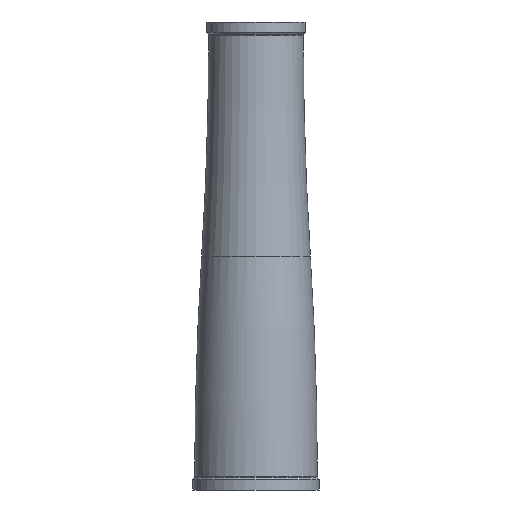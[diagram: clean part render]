
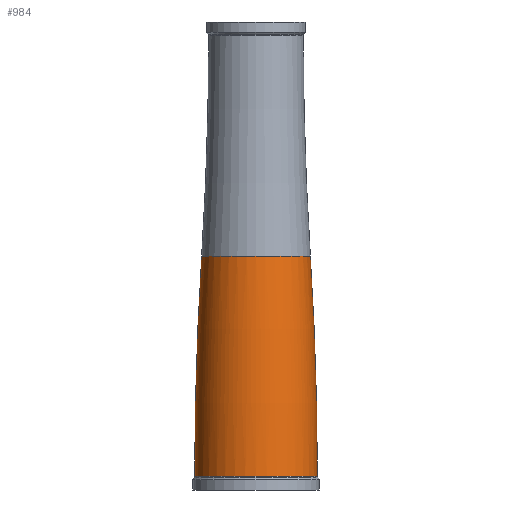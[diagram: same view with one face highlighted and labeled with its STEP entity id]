
A CAD part, left-side view. The second image highlights one B-rep face of the part: STEP entity #984.
In plain terms, the highlighted toroidal (fillet/blend) face has major radius 1315.71 mm and minor radius 1339.31 mm.
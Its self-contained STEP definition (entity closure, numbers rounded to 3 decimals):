
#7 = DIRECTION ( 'NONE',  ( 0., 0., -1. ) ) ;
#27 = EDGE_CURVE ( 'NONE', #926, #839, #849, .T. ) ;
#38 = CARTESIAN_POINT ( 'NONE',  ( 0., 20.9, 0. ) ) ;
#70 = CARTESIAN_POINT ( 'NONE',  ( 0., 0., -85. ) ) ;
#101 = EDGE_CURVE ( 'NONE', #933, #521, #366, .T. ) ;
#108 = CARTESIAN_POINT ( 'NONE',  ( 0., -20.9, 0. ) ) ;
#125 = TOROIDAL_SURFACE ( 'NONE', #283, -1315.713, 1339.313 ) ;
#251 = CARTESIAN_POINT ( 'NONE',  ( 0., -23.6, -84.649 ) ) ;
#283 = AXIS2_PLACEMENT_3D ( 'NONE', #70, #7, #399 ) ;
#313 = AXIS2_PLACEMENT_3D ( 'NONE', #1037, #459, #507 ) ;
#316 = CARTESIAN_POINT ( 'NONE',  ( 0., 23.6, -84.649 ) ) ;
#318 = DIRECTION ( 'NONE',  ( 0., 1., 0. ) ) ;
#324 = FACE_OUTER_BOUND ( 'NONE', #451, .T. ) ;
#366 = CIRCLE ( 'NONE', #313, 23.6 ) ;
#373 = CIRCLE ( 'NONE', #587, 1339.313 ) ;
#399 = DIRECTION ( 'NONE',  ( 0., 1., 0. ) ) ;
#451 = EDGE_LOOP ( 'NONE', ( #765, #737, #736, #818 ) ) ;
#459 = DIRECTION ( 'NONE',  ( 0., 0., -1. ) ) ;
#507 = DIRECTION ( 'NONE',  ( 0., 1., 0. ) ) ;
#521 = VERTEX_POINT ( 'NONE', #316 ) ;
#542 = CIRCLE ( 'NONE', #797, 1339.313 ) ;
#566 = EDGE_CURVE ( 'NONE', #839, #521, #373, .T. ) ;
#587 = AXIS2_PLACEMENT_3D ( 'NONE', #889, #991, #981 ) ;
#621 = EDGE_CURVE ( 'NONE', #926, #933, #542, .T. ) ;
#719 = CARTESIAN_POINT ( 'NONE',  ( 0., 0., 0. ) ) ;
#736 = ORIENTED_EDGE ( 'NONE', *, *, #566, .T. ) ;
#737 = ORIENTED_EDGE ( 'NONE', *, *, #27, .T. ) ;
#765 = ORIENTED_EDGE ( 'NONE', *, *, #621, .F. ) ;
#797 = AXIS2_PLACEMENT_3D ( 'NONE', #857, #847, #845 ) ;
#818 = ORIENTED_EDGE ( 'NONE', *, *, #101, .F. ) ;
#839 = VERTEX_POINT ( 'NONE', #38 ) ;
#845 = DIRECTION ( 'NONE',  ( 0., 1., 0. ) ) ;
#847 = DIRECTION ( 'NONE',  ( 1., 0., 0. ) ) ;
#849 = CIRCLE ( 'NONE', #1015, 20.9 ) ;
#857 = CARTESIAN_POINT ( 'NONE',  ( 0., 1315.713, -85. ) ) ;
#889 = CARTESIAN_POINT ( 'NONE',  ( 0., -1315.713, -85. ) ) ;
#926 = VERTEX_POINT ( 'NONE', #108 ) ;
#933 = VERTEX_POINT ( 'NONE', #251 ) ;
#981 = DIRECTION ( 'NONE',  ( 0., 0., 1. ) ) ;
#984 = ADVANCED_FACE ( 'NONE', ( #324 ), #125, .T. ) ;
#991 = DIRECTION ( 'NONE',  ( -1., 0., 0. ) ) ;
#1010 = DIRECTION ( 'NONE',  ( 0., 0., -1. ) ) ;
#1015 = AXIS2_PLACEMENT_3D ( 'NONE', #719, #1010, #318 ) ;
#1037 = CARTESIAN_POINT ( 'NONE',  ( 0., 0., -84.649 ) ) ;
